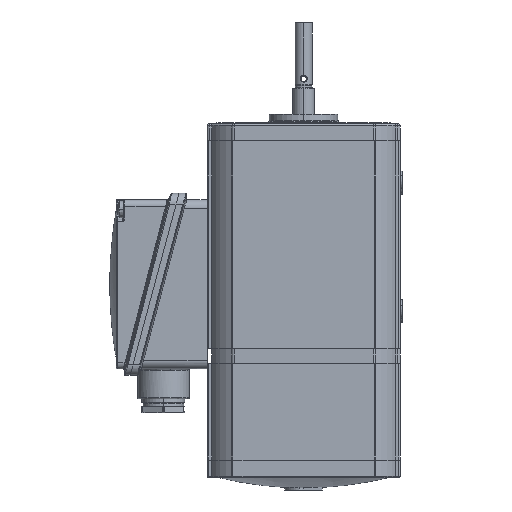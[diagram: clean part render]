
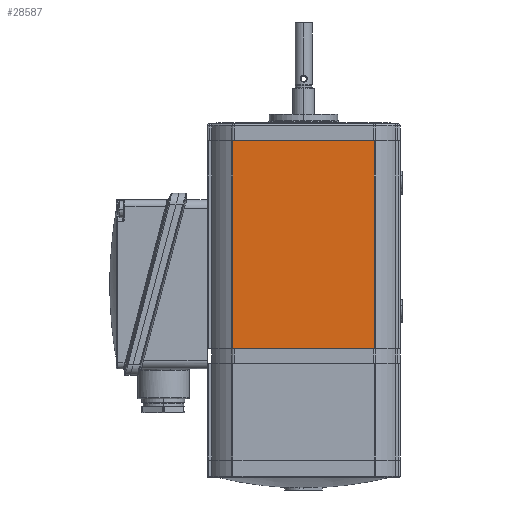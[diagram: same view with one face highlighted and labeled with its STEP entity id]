
A CAD part, left-side view. The second image highlights one B-rep face of the part: STEP entity #28587.
In plain terms, the highlighted planar face has unit normal (1, 0, 0).
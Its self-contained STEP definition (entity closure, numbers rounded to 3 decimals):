
#7278 = VERTEX_POINT ( 'NONE', #33459 ) ;
#7292 = VERTEX_POINT ( 'NONE', #33444 ) ;
#8637 = VERTEX_POINT ( 'NONE', #40452 ) ;
#8709 = VERTEX_POINT ( 'NONE', #40476 ) ;
#12405 = EDGE_LOOP ( 'NONE', ( #31592, #31593, #31047, #30964 ) ) ;
#20906 = LINE ( 'NONE', #21473, #20908 ) ;
#20908 = VECTOR ( 'NONE', #21474, 1000. ) ;
#20942 = LINE ( 'NONE', #21596, #20947 ) ;
#20947 = VECTOR ( 'NONE', #21591, 1000. ) ;
#21048 = LINE ( 'NONE', #21997, #21051 ) ;
#21051 = VECTOR ( 'NONE', #21998, 1000. ) ;
#21473 = CARTESIAN_POINT ( 'NONE',  ( -45., 45., 98. ) ) ;
#21474 = DIRECTION ( 'NONE',  ( 0., -1., 0. ) ) ;
#21591 = DIRECTION ( 'NONE',  ( 0., 0., 1. ) ) ;
#21596 = CARTESIAN_POINT ( 'NONE',  ( -45., 33., 99. ) ) ;
#21997 = CARTESIAN_POINT ( 'NONE',  ( -45., -33., 99. ) ) ;
#21998 = DIRECTION ( 'NONE',  ( 0., 0., -1. ) ) ;
#28587 = ADVANCED_FACE ( 'NONE', ( #41055 ), #39751, .T. ) ;
#28908 = AXIS2_PLACEMENT_3D ( 'NONE', #39759, #39760, #39761 ) ;
#30304 = EDGE_CURVE ( 'NONE', #8709, #8637, #50653, .T. ) ;
#30964 = ORIENTED_EDGE ( 'NONE', *, *, #30304, .T. ) ;
#31047 = ORIENTED_EDGE ( 'NONE', *, *, #47134, .T. ) ;
#31592 = ORIENTED_EDGE ( 'NONE', *, *, #46996, .T. ) ;
#31593 = ORIENTED_EDGE ( 'NONE', *, *, #46951, .T. ) ;
#33444 = CARTESIAN_POINT ( 'NONE',  ( -45., 33., 98. ) ) ;
#33459 = CARTESIAN_POINT ( 'NONE',  ( -45., -33., 98. ) ) ;
#39751 = PLANE ( 'NONE',  #28908 ) ;
#39759 = CARTESIAN_POINT ( 'NONE',  ( -45., 45., 99. ) ) ;
#39760 = DIRECTION ( 'NONE',  ( 1., 0., 0. ) ) ;
#39761 = DIRECTION ( 'NONE',  ( 0., 1., 0. ) ) ;
#40452 = CARTESIAN_POINT ( 'NONE',  ( -45., 33., 1. ) ) ;
#40476 = CARTESIAN_POINT ( 'NONE',  ( -45., -33., 1. ) ) ;
#41055 = FACE_OUTER_BOUND ( 'NONE', #12405, .T. ) ;
#46951 = EDGE_CURVE ( 'NONE', #7292, #7278, #20906, .T. ) ;
#46996 = EDGE_CURVE ( 'NONE', #8637, #7292, #20942, .T. ) ;
#47134 = EDGE_CURVE ( 'NONE', #7278, #8709, #21048, .T. ) ;
#50653 = LINE ( 'NONE', #51991, #50654 ) ;
#50654 = VECTOR ( 'NONE', #51993, 1000. ) ;
#51991 = CARTESIAN_POINT ( 'NONE',  ( -45., 45., 1. ) ) ;
#51993 = DIRECTION ( 'NONE',  ( 0., 1., 0. ) ) ;
